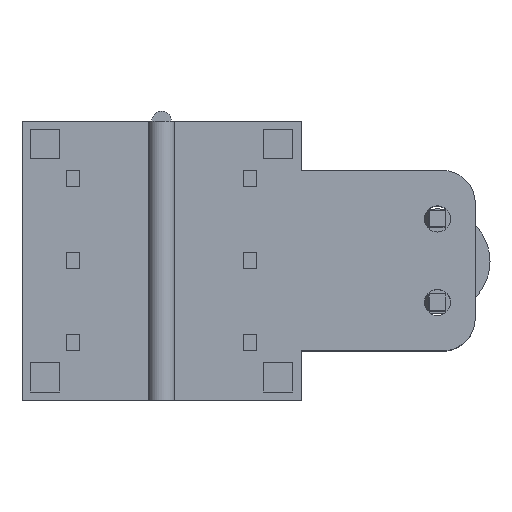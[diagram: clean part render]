
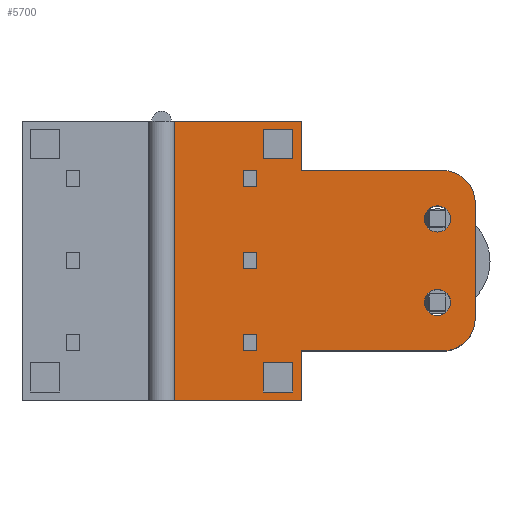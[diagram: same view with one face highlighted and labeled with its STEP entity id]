
A CAD part, top view. The second image highlights one B-rep face of the part: STEP entity #5700.
In plain terms, the highlighted planar face has unit normal (0, 0, 1).
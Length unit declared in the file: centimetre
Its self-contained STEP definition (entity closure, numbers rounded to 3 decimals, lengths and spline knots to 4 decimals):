
#58=FACE_BOUND('',#574,.T.);
#59=FACE_BOUND('',#575,.T.);
#60=FACE_BOUND('',#576,.T.);
#61=FACE_BOUND('',#577,.T.);
#62=FACE_BOUND('',#578,.T.);
#63=FACE_BOUND('',#579,.T.);
#64=FACE_BOUND('',#580,.T.);
#91=CIRCLE('',#6027,0.1);
#92=CIRCLE('',#6030,0.1);
#93=CIRCLE('',#6031,0.04);
#94=CIRCLE('',#6032,0.04);
#260=FACE_OUTER_BOUND('',#573,.T.);
#573=EDGE_LOOP('',(#4406,#4407,#4408,#4409,#4410,#4411,#4412,#4413,#4414,
#4415));
#574=EDGE_LOOP('',(#4416));
#575=EDGE_LOOP('',(#4417));
#576=EDGE_LOOP('',(#4418,#4419,#4420,#4421));
#577=EDGE_LOOP('',(#4422,#4423,#4424,#4425));
#578=EDGE_LOOP('',(#4426,#4427,#4428,#4429));
#579=EDGE_LOOP('',(#4430,#4431,#4432,#4433));
#580=EDGE_LOOP('',(#4434,#4435,#4436,#4437));
#1175=LINE('',#8570,#1940);
#1178=LINE('',#8576,#1943);
#1179=LINE('',#8580,#1944);
#1180=LINE('',#8582,#1945);
#1181=LINE('',#8584,#1946);
#1182=LINE('',#8586,#1947);
#1183=LINE('',#8588,#1948);
#1184=LINE('',#8589,#1949);
#1185=LINE('',#8596,#1950);
#1186=LINE('',#8598,#1951);
#1187=LINE('',#8600,#1952);
#1188=LINE('',#8601,#1953);
#1189=LINE('',#8604,#1954);
#1190=LINE('',#8606,#1955);
#1191=LINE('',#8608,#1956);
#1192=LINE('',#8609,#1957);
#1193=LINE('',#8612,#1958);
#1194=LINE('',#8614,#1959);
#1195=LINE('',#8616,#1960);
#1196=LINE('',#8617,#1961);
#1197=LINE('',#8620,#1962);
#1198=LINE('',#8622,#1963);
#1199=LINE('',#8624,#1964);
#1200=LINE('',#8625,#1965);
#1201=LINE('',#8628,#1966);
#1202=LINE('',#8630,#1967);
#1203=LINE('',#8632,#1968);
#1204=LINE('',#8633,#1969);
#1940=VECTOR('',#6935,1.);
#1943=VECTOR('',#6940,1.);
#1944=VECTOR('',#6943,1.);
#1945=VECTOR('',#6944,1.);
#1946=VECTOR('',#6945,1.);
#1947=VECTOR('',#6946,1.);
#1948=VECTOR('',#6947,1.);
#1949=VECTOR('',#6948,1.);
#1950=VECTOR('',#6953,1.);
#1951=VECTOR('',#6954,1.);
#1952=VECTOR('',#6955,1.);
#1953=VECTOR('',#6956,1.);
#1954=VECTOR('',#6957,1.);
#1955=VECTOR('',#6958,1.);
#1956=VECTOR('',#6959,1.);
#1957=VECTOR('',#6960,1.);
#1958=VECTOR('',#6961,1.);
#1959=VECTOR('',#6962,1.);
#1960=VECTOR('',#6963,1.);
#1961=VECTOR('',#6964,1.);
#1962=VECTOR('',#6965,1.);
#1963=VECTOR('',#6966,1.);
#1964=VECTOR('',#6967,1.);
#1965=VECTOR('',#6968,1.);
#1966=VECTOR('',#6969,1.);
#1967=VECTOR('',#6970,1.);
#1968=VECTOR('',#6971,1.);
#1969=VECTOR('',#6972,1.);
#2591=VERTEX_POINT('',#8563);
#2592=VERTEX_POINT('',#8565);
#2593=VERTEX_POINT('',#8569);
#2595=VERTEX_POINT('',#8575);
#2596=VERTEX_POINT('',#8577);
#2597=VERTEX_POINT('',#8579);
#2598=VERTEX_POINT('',#8581);
#2599=VERTEX_POINT('',#8583);
#2600=VERTEX_POINT('',#8585);
#2601=VERTEX_POINT('',#8587);
#2602=VERTEX_POINT('',#8590);
#2603=VERTEX_POINT('',#8592);
#2604=VERTEX_POINT('',#8594);
#2605=VERTEX_POINT('',#8595);
#2606=VERTEX_POINT('',#8597);
#2607=VERTEX_POINT('',#8599);
#2608=VERTEX_POINT('',#8602);
#2609=VERTEX_POINT('',#8603);
#2610=VERTEX_POINT('',#8605);
#2611=VERTEX_POINT('',#8607);
#2612=VERTEX_POINT('',#8610);
#2613=VERTEX_POINT('',#8611);
#2614=VERTEX_POINT('',#8613);
#2615=VERTEX_POINT('',#8615);
#2616=VERTEX_POINT('',#8618);
#2617=VERTEX_POINT('',#8619);
#2618=VERTEX_POINT('',#8621);
#2619=VERTEX_POINT('',#8623);
#2620=VERTEX_POINT('',#8626);
#2621=VERTEX_POINT('',#8627);
#2622=VERTEX_POINT('',#8629);
#2623=VERTEX_POINT('',#8631);
#3259=EDGE_CURVE('',#2591,#2592,#91,.T.);
#3261=EDGE_CURVE('',#2593,#2592,#1175,.T.);
#3264=EDGE_CURVE('',#2591,#2595,#1178,.T.);
#3265=EDGE_CURVE('',#2596,#2595,#92,.T.);
#3266=EDGE_CURVE('',#2596,#2597,#1179,.T.);
#3267=EDGE_CURVE('',#2598,#2597,#1180,.T.);
#3268=EDGE_CURVE('',#2599,#2598,#1181,.T.);
#3269=EDGE_CURVE('',#2599,#2600,#1182,.T.);
#3270=EDGE_CURVE('',#2601,#2600,#1183,.T.);
#3271=EDGE_CURVE('',#2593,#2601,#1184,.T.);
#3272=EDGE_CURVE('',#2602,#2602,#93,.T.);
#3273=EDGE_CURVE('',#2603,#2603,#94,.T.);
#3274=EDGE_CURVE('',#2604,#2605,#1185,.T.);
#3275=EDGE_CURVE('',#2605,#2606,#1186,.T.);
#3276=EDGE_CURVE('',#2606,#2607,#1187,.T.);
#3277=EDGE_CURVE('',#2607,#2604,#1188,.T.);
#3278=EDGE_CURVE('',#2608,#2609,#1189,.T.);
#3279=EDGE_CURVE('',#2609,#2610,#1190,.T.);
#3280=EDGE_CURVE('',#2610,#2611,#1191,.T.);
#3281=EDGE_CURVE('',#2611,#2608,#1192,.T.);
#3282=EDGE_CURVE('',#2612,#2613,#1193,.T.);
#3283=EDGE_CURVE('',#2613,#2614,#1194,.T.);
#3284=EDGE_CURVE('',#2614,#2615,#1195,.T.);
#3285=EDGE_CURVE('',#2615,#2612,#1196,.T.);
#3286=EDGE_CURVE('',#2616,#2617,#1197,.T.);
#3287=EDGE_CURVE('',#2617,#2618,#1198,.T.);
#3288=EDGE_CURVE('',#2618,#2619,#1199,.T.);
#3289=EDGE_CURVE('',#2619,#2616,#1200,.T.);
#3290=EDGE_CURVE('',#2620,#2621,#1201,.T.);
#3291=EDGE_CURVE('',#2621,#2622,#1202,.T.);
#3292=EDGE_CURVE('',#2622,#2623,#1203,.T.);
#3293=EDGE_CURVE('',#2623,#2620,#1204,.T.);
#4406=ORIENTED_EDGE('',*,*,#3259,.F.);
#4407=ORIENTED_EDGE('',*,*,#3264,.T.);
#4408=ORIENTED_EDGE('',*,*,#3265,.F.);
#4409=ORIENTED_EDGE('',*,*,#3266,.T.);
#4410=ORIENTED_EDGE('',*,*,#3267,.F.);
#4411=ORIENTED_EDGE('',*,*,#3268,.F.);
#4412=ORIENTED_EDGE('',*,*,#3269,.T.);
#4413=ORIENTED_EDGE('',*,*,#3270,.F.);
#4414=ORIENTED_EDGE('',*,*,#3271,.F.);
#4415=ORIENTED_EDGE('',*,*,#3261,.T.);
#4416=ORIENTED_EDGE('',*,*,#3272,.T.);
#4417=ORIENTED_EDGE('',*,*,#3273,.T.);
#4418=ORIENTED_EDGE('',*,*,#3274,.T.);
#4419=ORIENTED_EDGE('',*,*,#3275,.T.);
#4420=ORIENTED_EDGE('',*,*,#3276,.T.);
#4421=ORIENTED_EDGE('',*,*,#3277,.T.);
#4422=ORIENTED_EDGE('',*,*,#3278,.T.);
#4423=ORIENTED_EDGE('',*,*,#3279,.T.);
#4424=ORIENTED_EDGE('',*,*,#3280,.T.);
#4425=ORIENTED_EDGE('',*,*,#3281,.T.);
#4426=ORIENTED_EDGE('',*,*,#3282,.T.);
#4427=ORIENTED_EDGE('',*,*,#3283,.T.);
#4428=ORIENTED_EDGE('',*,*,#3284,.T.);
#4429=ORIENTED_EDGE('',*,*,#3285,.T.);
#4430=ORIENTED_EDGE('',*,*,#3286,.T.);
#4431=ORIENTED_EDGE('',*,*,#3287,.T.);
#4432=ORIENTED_EDGE('',*,*,#3288,.T.);
#4433=ORIENTED_EDGE('',*,*,#3289,.T.);
#4434=ORIENTED_EDGE('',*,*,#3290,.T.);
#4435=ORIENTED_EDGE('',*,*,#3291,.T.);
#4436=ORIENTED_EDGE('',*,*,#3292,.T.);
#4437=ORIENTED_EDGE('',*,*,#3293,.T.);
#5421=PLANE('',#6029);
#5700=ADVANCED_FACE('',(#260,#58,#59,#60,#61,#62,#63,#64),#5421,.T.);
#6027=AXIS2_PLACEMENT_3D('',#8566,#6930,#6931);
#6029=AXIS2_PLACEMENT_3D('',#8574,#6938,#6939);
#6030=AXIS2_PLACEMENT_3D('',#8578,#6941,#6942);
#6031=AXIS2_PLACEMENT_3D('',#8591,#6949,#6950);
#6032=AXIS2_PLACEMENT_3D('',#8593,#6951,#6952);
#6930=DIRECTION('center_axis',(0.,0.,-1.));
#6931=DIRECTION('ref_axis',(0.707,-0.707,0.));
#6935=DIRECTION('',(1.,0.,0.));
#6938=DIRECTION('center_axis',(0.,0.,1.));
#6939=DIRECTION('ref_axis',(1.,0.,0.));
#6940=DIRECTION('',(0.,1.,0.));
#6941=DIRECTION('center_axis',(0.,0.,-1.));
#6942=DIRECTION('ref_axis',(0.707,0.707,0.));
#6943=DIRECTION('',(-1.,0.,0.));
#6944=DIRECTION('',(0.,-1.,0.));
#6945=DIRECTION('',(1.,0.,0.));
#6946=DIRECTION('',(0.,-1.,0.));
#6947=DIRECTION('',(-1.,0.,0.));
#6948=DIRECTION('',(0.,-1.,0.));
#6949=DIRECTION('center_axis',(0.,0.,
-1.));
#6950=DIRECTION('ref_axis',(-1.,0.,0.));
#6951=DIRECTION('center_axis',(0.,0.,
-1.));
#6952=DIRECTION('ref_axis',(-1.,0.,0.));
#6953=DIRECTION('',(0.,1.,0.));
#6954=DIRECTION('',(1.,0.,0.));
#6955=DIRECTION('',(0.,-1.,0.));
#6956=DIRECTION('',(-1.,0.,0.));
#6957=DIRECTION('',(0.,1.,0.));
#6958=DIRECTION('',(1.,0.,0.));
#6959=DIRECTION('',(0.,-1.,0.));
#6960=DIRECTION('',(-1.,0.,0.));
#6961=DIRECTION('',(0.,-1.,0.));
#6962=DIRECTION('',(-1.,0.,0.));
#6963=DIRECTION('',(0.,1.,0.));
#6964=DIRECTION('',(1.,0.,0.));
#6965=DIRECTION('',(0.,-1.,0.));
#6966=DIRECTION('',(-1.,0.,0.));
#6967=DIRECTION('',(0.,1.,0.));
#6968=DIRECTION('',(1.,0.,0.));
#6969=DIRECTION('',(0.,-1.,0.));
#6970=DIRECTION('',(-1.,0.,0.));
#6971=DIRECTION('',(0.,1.,0.));
#6972=DIRECTION('',(1.,0.,0.));
#8563=CARTESIAN_POINT('',(0.955,-0.175,0.05));
#8565=CARTESIAN_POINT('',(0.855,-0.275,0.05));
#8566=CARTESIAN_POINT('Origin',(0.855,-0.175,0.05));
#8569=CARTESIAN_POINT('',(0.425,-0.275,0.05));
#8570=CARTESIAN_POINT('',(0.425,-0.275,0.05));
#8574=CARTESIAN_POINT('Origin',(0.,0.,
0.05));
#8575=CARTESIAN_POINT('',(0.955,0.175,0.05));
#8576=CARTESIAN_POINT('',(0.955,-0.275,0.05));
#8577=CARTESIAN_POINT('',(0.855,0.275,0.05));
#8578=CARTESIAN_POINT('Origin',(0.855,0.175,0.05));
#8579=CARTESIAN_POINT('',(0.425,0.275,0.05));
#8580=CARTESIAN_POINT('',(0.955,0.275,0.05));
#8581=CARTESIAN_POINT('',(0.425,0.425,0.05));
#8582=CARTESIAN_POINT('',(0.425,-0.425,0.05));
#8583=CARTESIAN_POINT('',(0.04,0.425,0.05));
#8584=CARTESIAN_POINT('',(0.425,0.425,0.05));
#8585=CARTESIAN_POINT('',(0.04,-0.425,0.05));
#8586=CARTESIAN_POINT('',(0.04,0.425,0.05));
#8587=CARTESIAN_POINT('',(0.425,-0.425,0.05));
#8588=CARTESIAN_POINT('',(-0.425,-0.425,0.05));
#8589=CARTESIAN_POINT('',(0.425,-0.425,0.05));
#8590=CARTESIAN_POINT('',(0.88,0.127,0.05));
#8591=CARTESIAN_POINT('Origin',(0.84,0.127,0.05));
#8592=CARTESIAN_POINT('',(0.88,-0.127,0.05));
#8593=CARTESIAN_POINT('Origin',(0.84,-0.127,0.05));
#8594=CARTESIAN_POINT('',(0.25,-0.025,0.05));
#8595=CARTESIAN_POINT('',(0.25,0.025,0.05));
#8596=CARTESIAN_POINT('',(0.25,-0.0125,0.05));
#8597=CARTESIAN_POINT('',(0.29,0.025,0.05));
#8598=CARTESIAN_POINT('',(0.125,0.025,0.05));
#8599=CARTESIAN_POINT('',(0.29,-0.025,0.05));
#8600=CARTESIAN_POINT('',(0.29,0.0125,0.05));
#8601=CARTESIAN_POINT('',(0.145,-0.025,0.05));
#8602=CARTESIAN_POINT('',(0.25,0.225,0.05));
#8603=CARTESIAN_POINT('',(0.25,0.275,0.05));
#8604=CARTESIAN_POINT('',(0.25,0.1125,0.05));
#8605=CARTESIAN_POINT('',(0.29,0.275,0.05));
#8606=CARTESIAN_POINT('',(0.125,0.275,0.05));
#8607=CARTESIAN_POINT('',(0.29,0.225,0.05));
#8608=CARTESIAN_POINT('',(0.29,0.1375,0.05));
#8609=CARTESIAN_POINT('',(0.145,0.225,0.05));
#8610=CARTESIAN_POINT('',(0.29,-0.225,0.05));
#8611=CARTESIAN_POINT('',(0.29,-0.275,0.05));
#8612=CARTESIAN_POINT('',(0.29,-0.1125,0.05));
#8613=CARTESIAN_POINT('',(0.25,-0.275,0.05));
#8614=CARTESIAN_POINT('',(0.145,-0.275,0.05));
#8615=CARTESIAN_POINT('',(0.25,-0.225,0.05));
#8616=CARTESIAN_POINT('',(0.25,-0.1375,0.05));
#8617=CARTESIAN_POINT('',(0.125,-0.225,0.05));
#8618=CARTESIAN_POINT('',(0.4,-0.31,0.05));
#8619=CARTESIAN_POINT('',(0.4,-0.4,0.05));
#8620=CARTESIAN_POINT('',(0.4,-0.155,0.05));
#8621=CARTESIAN_POINT('',(0.31,-0.4,0.05));
#8622=CARTESIAN_POINT('',(0.2,-0.4,0.05));
#8623=CARTESIAN_POINT('',(0.31,-0.31,0.05));
#8624=CARTESIAN_POINT('',(0.31,-0.2,0.05));
#8625=CARTESIAN_POINT('',(0.155,-0.31,0.05));
#8626=CARTESIAN_POINT('',(0.4,0.4,0.05));
#8627=CARTESIAN_POINT('',(0.4,0.31,0.05));
#8628=CARTESIAN_POINT('',(0.4,0.2,0.05));
#8629=CARTESIAN_POINT('',(0.31,0.31,0.05));
#8630=CARTESIAN_POINT('',(0.2,0.31,0.05));
#8631=CARTESIAN_POINT('',(0.31,0.4,0.05));
#8632=CARTESIAN_POINT('',(0.31,0.155,0.05));
#8633=CARTESIAN_POINT('',(0.155,0.4,0.05));
